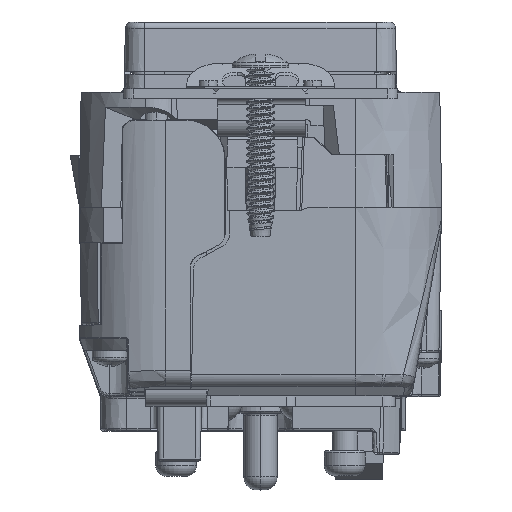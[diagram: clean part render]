
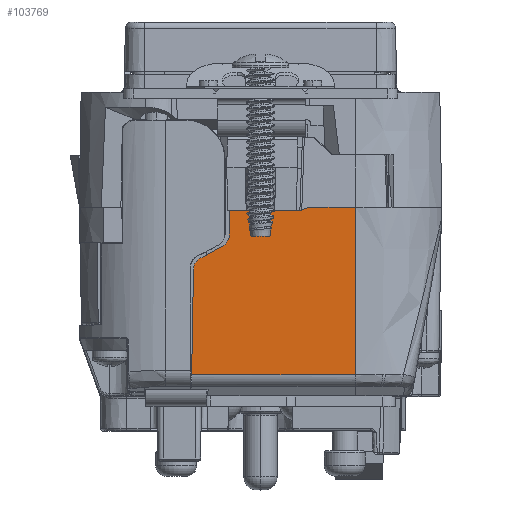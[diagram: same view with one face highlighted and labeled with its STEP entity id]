
A CAD part, top view. The second image highlights one B-rep face of the part: STEP entity #103769.
In plain terms, the highlighted planar face has unit normal (0, -0.018, 1).
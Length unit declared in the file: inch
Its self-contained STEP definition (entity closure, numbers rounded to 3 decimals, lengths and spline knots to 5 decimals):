
#866 = CARTESIAN_POINT ( 'NONE',  ( 1.57117, 1.2021, 4.54535 ) ) ;
#1005 = VECTOR ( 'NONE', #116532, 39.37008 ) ;
#3593 = VERTEX_POINT ( 'NONE', #45414 ) ;
#7660 = VECTOR ( 'NONE', #116030, 39.37008 ) ;
#8604 = VERTEX_POINT ( 'NONE', #63184 ) ;
#8733 = ORIENTED_EDGE ( 'NONE', *, *, #138642, .T. ) ;
#9855 = FACE_OUTER_BOUND ( 'NONE', #114782, .T. ) ;
#9892 = VERTEX_POINT ( 'NONE', #90250 ) ;
#10691 = EDGE_CURVE ( 'NONE', #50846, #38178, #43769, .T. ) ;
#11332 = VERTEX_POINT ( 'NONE', #112560 ) ;
#16168 = EDGE_CURVE ( 'NONE', #30140, #124445, #94084, .T. ) ;
#20183 = ORIENTED_EDGE ( 'NONE', *, *, #10691, .T. ) ;
#20914 = DIRECTION ( 'NONE',  ( 0., 1., 0.017 ) ) ;
#22645 = VECTOR ( 'NONE', #36893, 39.37008 ) ;
#22716 = EDGE_CURVE ( 'NONE', #74327, #65615, #29869, .T. ) ;
#24796 = CARTESIAN_POINT ( 'NONE',  ( 1.57117, 1.2021, 4.54535 ) ) ;
#25671 = PLANE ( 'NONE',  #103436 ) ;
#26267 = CARTESIAN_POINT ( 'NONE',  ( 1.57018, 1.2021, 4.54535 ) ) ;
#27189 = DIRECTION ( 'NONE',  ( -0.94, -0.342, -0.006 ) ) ;
#27510 = CARTESIAN_POINT ( 'NONE',  ( 0.96817, 1.86911, 4.55699 ) ) ;
#28260 = ORIENTED_EDGE ( 'NONE', *, *, #91253, .T. ) ;
#28506 = CARTESIAN_POINT ( 'NONE',  ( 0.96817, 1.84855, 4.55663 ) ) ;
#28687 = CARTESIAN_POINT ( 'NONE',  ( 0.78759, 1.14884, 4.54442 ) ) ;
#28966 = EDGE_CURVE ( 'NONE', #3593, #65615, #147650, .T. ) ;
#29869 =( BOUNDED_CURVE ( )  B_SPLINE_CURVE ( 3, ( #123953, #122030, #88627, #66267 ),
 .UNSPECIFIED., .F., .F. ) 
 B_SPLINE_CURVE_WITH_KNOTS ( ( 4, 4 ),
 ( 3.55508, 3.72651 ),
 .UNSPECIFIED. ) 
 CURVE ( )  GEOMETRIC_REPRESENTATION_ITEM ( )  RATIONAL_B_SPLINE_CURVE ( ( 1., 0.998, 0.998, 1. ) ) 
 REPRESENTATION_ITEM ( '' )  );
#30140 = VERTEX_POINT ( 'NONE', #125787 ) ;
#36893 = DIRECTION ( 'NONE',  ( -1., 0., 0. ) ) ;
#38178 = VERTEX_POINT ( 'NONE', #145052 ) ;
#41804 = CARTESIAN_POINT ( 'NONE',  ( 0.94129, 1.81908, 4.55612 ) ) ;
#43406 = CARTESIAN_POINT ( 'NONE',  ( 0.79774, 1.73037, 4.55457 ) ) ;
#43769 = LINE ( 'NONE', #28687, #97346 ) ;
#45414 = CARTESIAN_POINT ( 'NONE',  ( 0.96817, 1.86911, 4.55699 ) ) ;
#47891 = CARTESIAN_POINT ( 'NONE',  ( 1.31077, 1.987, 4.55905 ) ) ;
#48590 = DIRECTION ( 'NONE',  ( 0., -0.017, 1. ) ) ;
#48674 = ORIENTED_EDGE ( 'NONE', *, *, #113333, .T. ) ;
#50846 = VERTEX_POINT ( 'NONE', #63240 ) ;
#50954 = CARTESIAN_POINT ( 'NONE',  ( 1.57117, 1.2021, 4.54535 ) ) ;
#53883 =( BOUNDED_CURVE ( )  B_SPLINE_CURVE ( 3, ( #111736, #76881, #43406, #54924 ),
 .UNSPECIFIED., .F., .F. ) 
 B_SPLINE_CURVE_WITH_KNOTS ( ( 4, 4 ),
 ( 0.41348, 1.55334 ),
 .UNSPECIFIED. ) 
 CURVE ( )  GEOMETRIC_REPRESENTATION_ITEM ( )  RATIONAL_B_SPLINE_CURVE ( ( 1., 0.895, 0.895, 1. ) ) 
 REPRESENTATION_ITEM ( '' )  );
#54924 = CARTESIAN_POINT ( 'NONE',  ( 0.79732, 1.70625, 4.55415 ) ) ;
#56537 = VECTOR ( 'NONE', #20914, 39.37008 ) ;
#60271 = LINE ( 'NONE', #866, #78164 ) ;
#61707 = LINE ( 'NONE', #106581, #1005 ) ;
#63184 = CARTESIAN_POINT ( 'NONE',  ( 0.96817, 1.98658, 4.55904 ) ) ;
#63240 = CARTESIAN_POINT ( 'NONE',  ( 0.79732, 1.70625, 4.55415 ) ) ;
#65615 = VERTEX_POINT ( 'NONE', #41804 ) ;
#66267 = CARTESIAN_POINT ( 'NONE',  ( 0.94129, 1.81908, 4.55612 ) ) ;
#70724 = CARTESIAN_POINT ( 'NONE',  ( 1.57017, 1.2021, 4.54535 ) ) ;
#70913 = CARTESIAN_POINT ( 'NONE',  ( 1.31071, 1.98658, 4.55904 ) ) ;
#71211 = CARTESIAN_POINT ( 'NONE',  ( 1.57017, 1.2021, 4.54535 ) ) ;
#74327 = VERTEX_POINT ( 'NONE', #80289 ) ;
#76372 = CARTESIAN_POINT ( 'NONE',  ( 1.31071, 1.98658, 4.55904 ) ) ;
#76881 = CARTESIAN_POINT ( 'NONE',  ( 0.81111, 1.75045, 4.55492 ) ) ;
#77331 = ORIENTED_EDGE ( 'NONE', *, *, #94168, .T. ) ;
#77825 = ORIENTED_EDGE ( 'NONE', *, *, #16168, .T. ) ;
#78164 = VECTOR ( 'NONE', #137972, 39.37008 ) ;
#78770 = CARTESIAN_POINT ( 'NONE',  ( 1.57117, 2.00158, 4.5593 ) ) ;
#80289 = CARTESIAN_POINT ( 'NONE',  ( 0.83321, 1.76014, 4.55509 ) ) ;
#82627 = CARTESIAN_POINT ( 'NONE',  ( 1.57084, 1.2021, 4.54535 ) ) ;
#83416 = VERTEX_POINT ( 'NONE', #76372 ) ;
#83584 = CARTESIAN_POINT ( 'NONE',  ( 1.57051, 1.2021, 4.54535 ) ) ;
#86375 = LINE ( 'NONE', #142744, #98900 ) ;
#86897 = ORIENTED_EDGE ( 'NONE', *, *, #87942, .T. ) ;
#87942 = EDGE_CURVE ( 'NONE', #9892, #107292, #126688, .T. ) ;
#88627 = CARTESIAN_POINT ( 'NONE',  ( 0.90699, 1.79637, 4.55572 ) ) ;
#90250 = CARTESIAN_POINT ( 'NONE',  ( 1.57017, 1.2021, 4.54535 ) ) ;
#91253 = EDGE_CURVE ( 'NONE', #8604, #3593, #61707, .T. ) ;
#93394 = LINE ( 'NONE', #104097, #7660 ) ;
#94084 = LINE ( 'NONE', #78770, #22645 ) ;
#94168 = EDGE_CURVE ( 'NONE', #74327, #50846, #53883, .T. ) ;
#96532 = DIRECTION ( 'NONE',  ( -0.017, -1., -0.017 ) ) ;
#97346 = VECTOR ( 'NONE', #96532, 39.37008 ) ;
#98900 = VECTOR ( 'NONE', #27189, 39.37008 ) ;
#98988 = EDGE_CURVE ( 'NONE', #107292, #30140, #117150, .T. ) ;
#100759 = CARTESIAN_POINT ( 'NONE',  ( 1.34713, 2.00158, 4.5593 ) ) ;
#102112 = B_SPLINE_CURVE_WITH_KNOTS ( 'NONE', 3,
 ( #103781, #126642, #47891, #70913 ),
 .UNSPECIFIED., .F., .F.,
 ( 4, 4 ),
 ( 0., 1. ),
 .UNSPECIFIED. ) ;
#103436 = AXIS2_PLACEMENT_3D ( 'NONE', #116859, #48590, #138787 ) ;
#103769 = ADVANCED_FACE ( 'NONE', ( #9855 ), #25671, .T. ) ;
#103781 = CARTESIAN_POINT ( 'NONE',  ( 1.311, 1.98843, 4.55907 ) ) ;
#104097 = CARTESIAN_POINT ( 'NONE',  ( 1.57117, 1.98658, 4.55904 ) ) ;
#104220 = ORIENTED_EDGE ( 'NONE', *, *, #22716, .F. ) ;
#104364 = ORIENTED_EDGE ( 'NONE', *, *, #98988, .T. ) ;
#105057 = CARTESIAN_POINT ( 'NONE',  ( 1.57019, 1.2021, 4.54535 ) ) ;
#106581 = CARTESIAN_POINT ( 'NONE',  ( 0.96817, 2.00158, 4.5593 ) ) ;
#107292 = VERTEX_POINT ( 'NONE', #50954 ) ;
#108268 = CARTESIAN_POINT ( 'NONE',  ( 0.95844, 1.83043, 4.55632 ) ) ;
#111736 = CARTESIAN_POINT ( 'NONE',  ( 0.83321, 1.76014, 4.55509 ) ) ;
#112126 = CARTESIAN_POINT ( 'NONE',  ( 1.57117, 2.00158, 4.5593 ) ) ;
#112560 = CARTESIAN_POINT ( 'NONE',  ( 1.311, 1.98843, 4.55907 ) ) ;
#113333 = EDGE_CURVE ( 'NONE', #83416, #8604, #93394, .T. ) ;
#114782 = EDGE_LOOP ( 'NONE', ( #20183, #8733, #86897, #104364, #77825, #118121, #123475, #48674, #28260, #147164, #104220, #77331 ) ) ;
#116030 = DIRECTION ( 'NONE',  ( -1., 0., 0. ) ) ;
#116532 = DIRECTION ( 'NONE',  ( 0., -1., -0.017 ) ) ;
#116859 = CARTESIAN_POINT ( 'NONE',  ( 1.57117, 2.00158, 4.5593 ) ) ;
#117150 = LINE ( 'NONE', #112126, #56537 ) ;
#117475 = EDGE_CURVE ( 'NONE', #11332, #83416, #102112, .T. ) ;
#118121 = ORIENTED_EDGE ( 'NONE', *, *, #136057, .T. ) ;
#120185 = CARTESIAN_POINT ( 'NONE',  ( 0.94129, 1.81908, 4.55612 ) ) ;
#122030 = CARTESIAN_POINT ( 'NONE',  ( 0.87088, 1.77667, 4.55538 ) ) ;
#123475 = ORIENTED_EDGE ( 'NONE', *, *, #117475, .T. ) ;
#123953 = CARTESIAN_POINT ( 'NONE',  ( 0.83321, 1.76014, 4.55509 ) ) ;
#124445 = VERTEX_POINT ( 'NONE', #100759 ) ;
#125787 = CARTESIAN_POINT ( 'NONE',  ( 1.57117, 2.00158, 4.5593 ) ) ;
#126642 = CARTESIAN_POINT ( 'NONE',  ( 1.31093, 1.98803, 4.55907 ) ) ;
#126688 = B_SPLINE_CURVE_WITH_KNOTS ( 'NONE', 3,
 ( #70724, #71211, #26267, #105057, #83584, #82627, #24796 ),
 .UNSPECIFIED., .F., .F.,
 ( 4, 3, 4 ),
 ( 0., 0., 0.00003 ),
 .UNSPECIFIED. ) ;
#136057 = EDGE_CURVE ( 'NONE', #124445, #11332, #86375, .T. ) ;
#137972 = DIRECTION ( 'NONE',  ( 1., 0., 0. ) ) ;
#138642 = EDGE_CURVE ( 'NONE', #38178, #9892, #60271, .T. ) ;
#138787 = DIRECTION ( 'NONE',  ( 0., -1., -0.017 ) ) ;
#142744 = CARTESIAN_POINT ( 'NONE',  ( 1.35302, 2.00372, 4.55934 ) ) ;
#145052 = CARTESIAN_POINT ( 'NONE',  ( 0.78852, 1.2021, 4.54535 ) ) ;
#147164 = ORIENTED_EDGE ( 'NONE', *, *, #28966, .T. ) ;
#147650 =( BOUNDED_CURVE ( )  B_SPLINE_CURVE ( 3, ( #27510, #28506, #108268, #120185 ),
 .UNSPECIFIED., .F., .F. ) 
 B_SPLINE_CURVE_WITH_KNOTS ( ( 4, 4 ),
 ( 1.5708, 2.55667 ),
 .UNSPECIFIED. ) 
 CURVE ( )  GEOMETRIC_REPRESENTATION_ITEM ( )  RATIONAL_B_SPLINE_CURVE ( ( 1., 0.921, 0.921, 1. ) ) 
 REPRESENTATION_ITEM ( '' )  );
